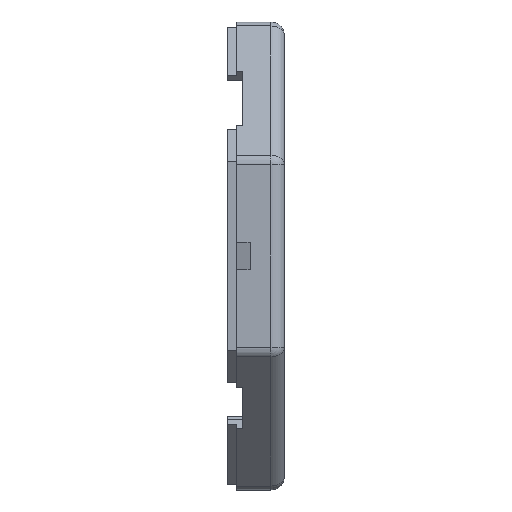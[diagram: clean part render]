
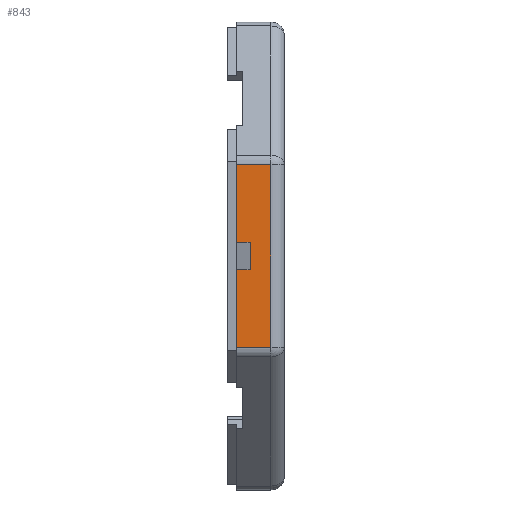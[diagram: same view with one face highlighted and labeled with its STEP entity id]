
A CAD part, left-side view. The second image highlights one B-rep face of the part: STEP entity #843.
In plain terms, the highlighted planar face has unit normal (-1, 0, 0).
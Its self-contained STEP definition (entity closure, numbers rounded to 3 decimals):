
#14 = VERTEX_POINT ( 'NONE', #3074 ) ;
#108 = DIRECTION ( 'NONE',  ( 0., 1., 0. ) ) ;
#117 = ORIENTED_EDGE ( 'NONE', *, *, #1133, .F. ) ;
#118 = CARTESIAN_POINT ( 'NONE',  ( -25.9, 3.9, -1.5 ) ) ;
#198 = CARTESIAN_POINT ( 'NONE',  ( -25.9, 0.1, 0. ) ) ;
#276 = EDGE_LOOP ( 'NONE', ( #1540, #1616, #3629, #117, #3741, #1462, #2752, #808 ) ) ;
#343 = DIRECTION ( 'NONE',  ( 0., 0., -1. ) ) ;
#438 = CARTESIAN_POINT ( 'NONE',  ( -25.9, 4.9, 0. ) ) ;
#507 = LINE ( 'NONE', #2973, #892 ) ;
#523 = CARTESIAN_POINT ( 'NONE',  ( -25.9, 2.4, 1.5 ) ) ;
#669 = CARTESIAN_POINT ( 'NONE',  ( -25.9, 3.9, 10.107 ) ) ;
#703 = VECTOR ( 'NONE', #3035, 1000. ) ;
#707 = CARTESIAN_POINT ( 'NONE',  ( -25.9, 2.4, -1.5 ) ) ;
#772 = CARTESIAN_POINT ( 'NONE',  ( -25.9, 4.9, 10.107 ) ) ;
#808 = ORIENTED_EDGE ( 'NONE', *, *, #3805, .F. ) ;
#843 = ADVANCED_FACE ( 'NONE', ( #3117 ), #1655, .F. ) ;
#862 = DIRECTION ( 'NONE',  ( 0., -1., 0. ) ) ;
#892 = VECTOR ( 'NONE', #2079, 1000. ) ;
#952 = VERTEX_POINT ( 'NONE', #1145 ) ;
#956 = VECTOR ( 'NONE', #2770, 1000. ) ;
#1133 = EDGE_CURVE ( 'NONE', #14, #2691, #1201, .T. ) ;
#1145 = CARTESIAN_POINT ( 'NONE',  ( -25.9, 2.4, -1.5 ) ) ;
#1201 = LINE ( 'NONE', #3346, #956 ) ;
#1204 = LINE ( 'NONE', #1460, #2602 ) ;
#1205 = VECTOR ( 'NONE', #862, 1000. ) ;
#1304 = EDGE_CURVE ( 'NONE', #2562, #2285, #3850, .T. ) ;
#1421 = CARTESIAN_POINT ( 'NONE',  ( -25.9, 3.9, 1.5 ) ) ;
#1449 = LINE ( 'NONE', #2352, #1205 ) ;
#1460 = CARTESIAN_POINT ( 'NONE',  ( -25.9, 2.4, 1.5 ) ) ;
#1462 = ORIENTED_EDGE ( 'NONE', *, *, #1304, .T. ) ;
#1540 = ORIENTED_EDGE ( 'NONE', *, *, #3617, .F. ) ;
#1616 = ORIENTED_EDGE ( 'NONE', *, *, #2896, .T. ) ;
#1655 = PLANE ( 'NONE',  #1935 ) ;
#1699 = DIRECTION ( 'NONE',  ( 0., 0., 1. ) ) ;
#1772 = VERTEX_POINT ( 'NONE', #1421 ) ;
#1783 = CARTESIAN_POINT ( 'NONE',  ( -25.9, 0.1, -10.107 ) ) ;
#1809 = CARTESIAN_POINT ( 'NONE',  ( -25.9, 0.1, 10.107 ) ) ;
#1935 = AXIS2_PLACEMENT_3D ( 'NONE', #438, #2204, #2828 ) ;
#2068 = VECTOR ( 'NONE', #1699, 1000. ) ;
#2079 = DIRECTION ( 'NONE',  ( 0., 1., 0. ) ) ;
#2136 = LINE ( 'NONE', #3324, #703 ) ;
#2204 = DIRECTION ( 'NONE',  ( 1., 0., 0. ) ) ;
#2285 = VERTEX_POINT ( 'NONE', #1809 ) ;
#2352 = CARTESIAN_POINT ( 'NONE',  ( -25.9, 4.9, -10.107 ) ) ;
#2562 = VERTEX_POINT ( 'NONE', #1783 ) ;
#2579 = VECTOR ( 'NONE', #3481, 1000. ) ;
#2593 = VERTEX_POINT ( 'NONE', #523 ) ;
#2602 = VECTOR ( 'NONE', #343, 1000. ) ;
#2691 = VERTEX_POINT ( 'NONE', #118 ) ;
#2752 = ORIENTED_EDGE ( 'NONE', *, *, #3202, .T. ) ;
#2770 = DIRECTION ( 'NONE',  ( 0., 0., 1. ) ) ;
#2802 = LINE ( 'NONE', #707, #2945 ) ;
#2828 = DIRECTION ( 'NONE',  ( 0., 0., -1. ) ) ;
#2896 = EDGE_CURVE ( 'NONE', #2593, #952, #1204, .T. ) ;
#2945 = VECTOR ( 'NONE', #108, 1000. ) ;
#2973 = CARTESIAN_POINT ( 'NONE',  ( -25.9, 2.4, 1.5 ) ) ;
#3035 = DIRECTION ( 'NONE',  ( 0., 0., 1. ) ) ;
#3074 = CARTESIAN_POINT ( 'NONE',  ( -25.9, 3.9, -10.107 ) ) ;
#3117 = FACE_OUTER_BOUND ( 'NONE', #276, .T. ) ;
#3165 = LINE ( 'NONE', #772, #2579 ) ;
#3202 = EDGE_CURVE ( 'NONE', #2285, #3465, #3165, .T. ) ;
#3304 = EDGE_CURVE ( 'NONE', #14, #2562, #1449, .T. ) ;
#3324 = CARTESIAN_POINT ( 'NONE',  ( -25.9, 3.9, 0. ) ) ;
#3346 = CARTESIAN_POINT ( 'NONE',  ( -25.9, 3.9, 0. ) ) ;
#3428 = EDGE_CURVE ( 'NONE', #952, #2691, #2802, .T. ) ;
#3465 = VERTEX_POINT ( 'NONE', #669 ) ;
#3481 = DIRECTION ( 'NONE',  ( 0., 1., 0. ) ) ;
#3617 = EDGE_CURVE ( 'NONE', #2593, #1772, #507, .T. ) ;
#3629 = ORIENTED_EDGE ( 'NONE', *, *, #3428, .T. ) ;
#3741 = ORIENTED_EDGE ( 'NONE', *, *, #3304, .T. ) ;
#3805 = EDGE_CURVE ( 'NONE', #1772, #3465, #2136, .T. ) ;
#3850 = LINE ( 'NONE', #198, #2068 ) ;
